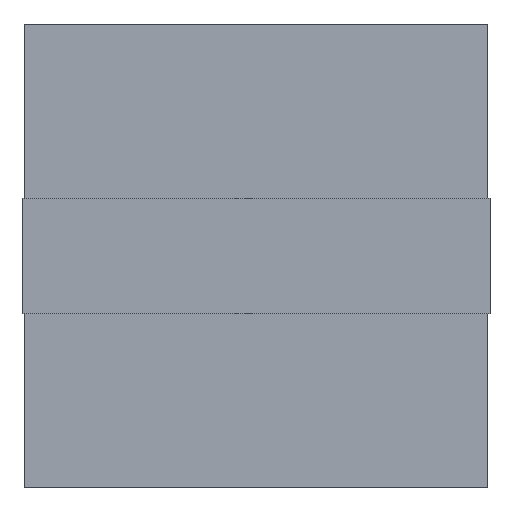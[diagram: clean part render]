
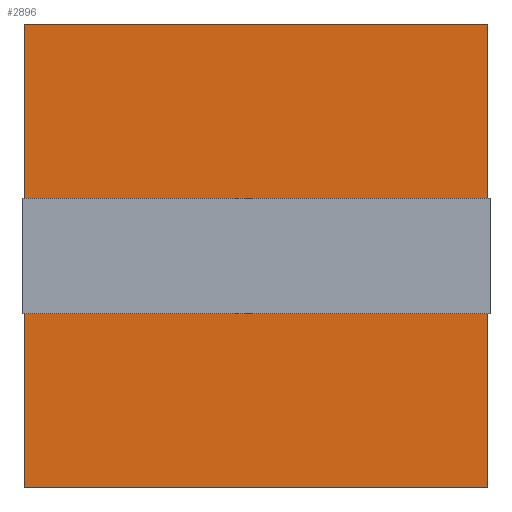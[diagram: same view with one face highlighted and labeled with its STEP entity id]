
A CAD part, left-side view. The second image highlights one B-rep face of the part: STEP entity #2896.
In plain terms, the highlighted planar face has unit normal (-1, 0, 0).
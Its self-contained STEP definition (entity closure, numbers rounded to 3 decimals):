
#127=FACE_OUTER_BOUND('',#312,.T.);
#312=EDGE_LOOP('',(#2030,#2031,#2032,#2033));
#539=LINE('',#4496,#830);
#545=LINE('',#4512,#836);
#547=LINE('',#4516,#838);
#548=LINE('',#4517,#839);
#830=VECTOR('',#3679,10.);
#836=VECTOR('',#3691,10.);
#838=VECTOR('',#3695,10.);
#839=VECTOR('',#3696,10.);
#1184=VERTEX_POINT('',#4493);
#1185=VERTEX_POINT('',#4495);
#1192=VERTEX_POINT('',#4510);
#1193=VERTEX_POINT('',#4515);
#1476=EDGE_CURVE('',#1185,#1184,#539,.T.);
#1484=EDGE_CURVE('',#1184,#1192,#545,.T.);
#1486=EDGE_CURVE('',#1192,#1193,#547,.T.);
#1487=EDGE_CURVE('',#1185,#1193,#548,.T.);
#2030=ORIENTED_EDGE('',*,*,#1486,.T.);
#2031=ORIENTED_EDGE('',*,*,#1487,.F.);
#2032=ORIENTED_EDGE('',*,*,#1476,.T.);
#2033=ORIENTED_EDGE('',*,*,#1484,.T.);
#2525=PLANE('',#3161);
#2896=ADVANCED_FACE('',(#127),#2525,.T.);
#3161=AXIS2_PLACEMENT_3D('',#4514,#3693,#3694);
#3679=DIRECTION('',(0.,-1.,0.));
#3691=DIRECTION('',(0.,0.,1.));
#3693=DIRECTION('center_axis',(-1.,0.,0.));
#3694=DIRECTION('ref_axis',(0.,0.,-1.));
#3695=DIRECTION('',(0.,1.,0.));
#3696=DIRECTION('',(0.,0.,1.));
#4493=CARTESIAN_POINT('',(-7.5,-20.,-20.));
#4495=CARTESIAN_POINT('',(-7.5,20.,-20.));
#4496=CARTESIAN_POINT('',(-7.5,20.,-20.));
#4510=CARTESIAN_POINT('',(-7.5,-20.,20.));
#4512=CARTESIAN_POINT('',(-7.5,-20.,0.));
#4514=CARTESIAN_POINT('Origin',(-7.5,-20.,0.));
#4515=CARTESIAN_POINT('',(-7.5,20.,20.));
#4516=CARTESIAN_POINT('',(-7.5,20.,20.));
#4517=CARTESIAN_POINT('',(-7.5,20.,0.));
